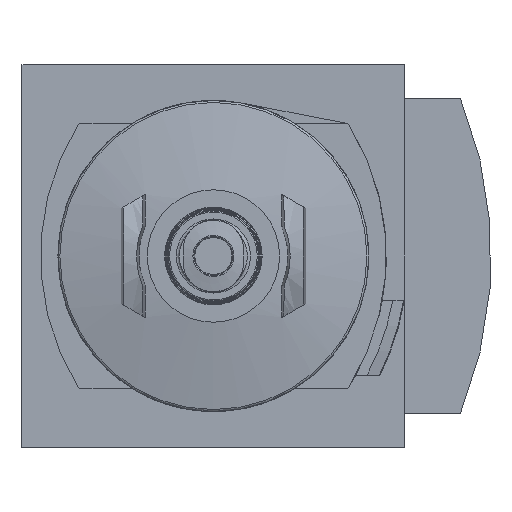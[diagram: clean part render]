
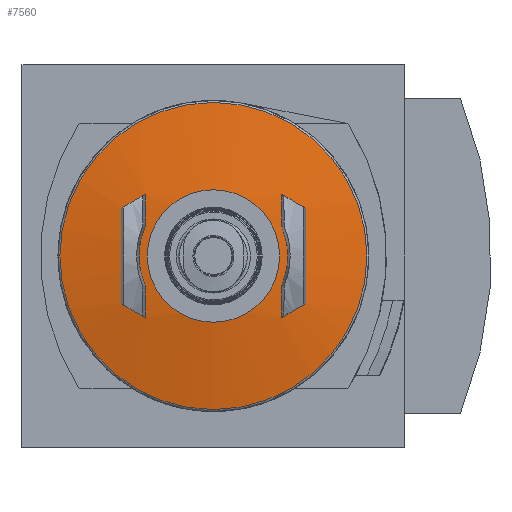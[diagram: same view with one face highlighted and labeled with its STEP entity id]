
A CAD part, front view. The second image highlights one B-rep face of the part: STEP entity #7560.
In plain terms, the highlighted spherical face has radius 108.76 mm.
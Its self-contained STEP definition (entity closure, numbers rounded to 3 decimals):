
#31=SPHERICAL_SURFACE('',#7996,108.76);
#1456=CIRCLE('',#7995,24.871);
#1457=CIRCLE('',#7997,12.055);
#1458=CIRCLE('',#7998,108.372);
#1459=CIRCLE('',#7999,108.117);
#1460=CIRCLE('',#8000,107.834);
#1461=CIRCLE('',#8001,107.453);
#1462=CIRCLE('',#8002,107.834);
#1463=CIRCLE('',#8003,108.117);
#1464=CIRCLE('',#8004,108.372);
#1465=CIRCLE('',#8005,107.834);
#1466=CIRCLE('',#8006,107.453);
#1467=CIRCLE('',#8007,107.834);
#1468=CIRCLE('',#8008,108.117);
#1469=CIRCLE('',#8009,108.372);
#1470=CIRCLE('',#8010,12.055);
#1471=CIRCLE('',#8011,108.372);
#1472=CIRCLE('',#8012,108.117);
#1473=CIRCLE('',#8013,10.724);
#2653=ORIENTED_EDGE('',*,*,#3687,.T.);
#2654=ORIENTED_EDGE('',*,*,#3688,.T.);
#2655=ORIENTED_EDGE('',*,*,#3689,.T.);
#2656=ORIENTED_EDGE('',*,*,#3690,.T.);
#2657=ORIENTED_EDGE('',*,*,#3691,.T.);
#2658=ORIENTED_EDGE('',*,*,#3692,.T.);
#2659=ORIENTED_EDGE('',*,*,#3693,.T.);
#2660=ORIENTED_EDGE('',*,*,#3694,.T.);
#2661=ORIENTED_EDGE('',*,*,#3695,.T.);
#2662=ORIENTED_EDGE('',*,*,#3696,.T.);
#2663=ORIENTED_EDGE('',*,*,#3697,.T.);
#2664=ORIENTED_EDGE('',*,*,#3698,.T.);
#2665=ORIENTED_EDGE('',*,*,#3699,.T.);
#2666=ORIENTED_EDGE('',*,*,#3700,.T.);
#2667=ORIENTED_EDGE('',*,*,#3701,.T.);
#2668=ORIENTED_EDGE('',*,*,#3702,.T.);
#2669=ORIENTED_EDGE('',*,*,#3703,.T.);
#2670=ORIENTED_EDGE('',*,*,#3704,.F.);
#3687=EDGE_CURVE('',#4273,#4273,#1456,.T.);
#3688=EDGE_CURVE('',#4274,#4275,#1457,.F.);
#3689=EDGE_CURVE('',#4275,#4276,#1458,.T.);
#3690=EDGE_CURVE('',#4276,#4277,#1459,.T.);
#3691=EDGE_CURVE('',#4277,#4278,#1460,.T.);
#3692=EDGE_CURVE('',#4278,#4279,#1461,.T.);
#3693=EDGE_CURVE('',#4279,#4280,#1462,.T.);
#3694=EDGE_CURVE('',#4280,#4281,#1463,.T.);
#3695=EDGE_CURVE('',#4281,#4274,#1464,.T.);
#3696=EDGE_CURVE('',#4282,#4283,#1465,.T.);
#3697=EDGE_CURVE('',#4283,#4284,#1466,.T.);
#3698=EDGE_CURVE('',#4284,#4285,#1467,.T.);
#3699=EDGE_CURVE('',#4285,#4286,#1468,.T.);
#3700=EDGE_CURVE('',#4286,#4287,#1469,.T.);
#3701=EDGE_CURVE('',#4287,#4288,#1470,.F.);
#3702=EDGE_CURVE('',#4288,#4289,#1471,.T.);
#3703=EDGE_CURVE('',#4289,#4282,#1472,.T.);
#3704=EDGE_CURVE('',#4290,#4290,#1473,.T.);
#4273=VERTEX_POINT('',#11047);
#4274=VERTEX_POINT('',#11050);
#4275=VERTEX_POINT('',#11051);
#4276=VERTEX_POINT('',#11053);
#4277=VERTEX_POINT('',#11055);
#4278=VERTEX_POINT('',#11057);
#4279=VERTEX_POINT('',#11059);
#4280=VERTEX_POINT('',#11061);
#4281=VERTEX_POINT('',#11063);
#4282=VERTEX_POINT('',#11066);
#4283=VERTEX_POINT('',#11067);
#4284=VERTEX_POINT('',#11069);
#4285=VERTEX_POINT('',#11071);
#4286=VERTEX_POINT('',#11073);
#4287=VERTEX_POINT('',#11075);
#4288=VERTEX_POINT('',#11077);
#4289=VERTEX_POINT('',#11079);
#4290=VERTEX_POINT('',#11082);
#4637=EDGE_LOOP('',(#2653));
#4638=EDGE_LOOP('',(#2654,#2655,#2656,#2657,#2658,#2659,#2660,#2661));
#4639=EDGE_LOOP('',(#2662,#2663,#2664,#2665,#2666,#2667,#2668,#2669));
#4640=EDGE_LOOP('',(#2670));
#5005=FACE_BOUND('',#4637,.T.);
#5006=FACE_BOUND('',#4638,.T.);
#5007=FACE_BOUND('',#4639,.T.);
#5008=FACE_BOUND('',#4640,.T.);
#7560=ADVANCED_FACE('',(#5005,#5006,#5007,#5008),#31,.T.);
#7995=AXIS2_PLACEMENT_3D('',#11046,#9308,#9309);
#7996=AXIS2_PLACEMENT_3D('',#11048,#9310,#9311);
#7997=AXIS2_PLACEMENT_3D('',#11049,#9312,#9313);
#7998=AXIS2_PLACEMENT_3D('',#11052,#9314,#9315);
#7999=AXIS2_PLACEMENT_3D('',#11054,#9316,#9317);
#8000=AXIS2_PLACEMENT_3D('',#11056,#9318,#9319);
#8001=AXIS2_PLACEMENT_3D('',#11058,#9320,#9321);
#8002=AXIS2_PLACEMENT_3D('',#11060,#9322,#9323);
#8003=AXIS2_PLACEMENT_3D('',#11062,#9324,#9325);
#8004=AXIS2_PLACEMENT_3D('',#11064,#9326,#9327);
#8005=AXIS2_PLACEMENT_3D('',#11065,#9328,#9329);
#8006=AXIS2_PLACEMENT_3D('',#11068,#9330,#9331);
#8007=AXIS2_PLACEMENT_3D('',#11070,#9332,#9333);
#8008=AXIS2_PLACEMENT_3D('',#11072,#9334,#9335);
#8009=AXIS2_PLACEMENT_3D('',#11074,#9336,#9337);
#8010=AXIS2_PLACEMENT_3D('',#11076,#9338,#9339);
#8011=AXIS2_PLACEMENT_3D('',#11078,#9340,#9341);
#8012=AXIS2_PLACEMENT_3D('',#11080,#9342,#9343);
#8013=AXIS2_PLACEMENT_3D('',#11081,#9344,#9345);
#9308=DIRECTION('',(0.,-1.,0.));
#9309=DIRECTION('',(0.,0.,-1.));
#9310=DIRECTION('',(0.,-1.,0.));
#9311=DIRECTION('',(1.,0.,0.));
#9312=DIRECTION('',(0.,1.,0.));
#9313=DIRECTION('',(0.,0.,1.));
#9314=DIRECTION('',(-1.,-0.017,0.));
#9315=DIRECTION('',(0.017,-1.,0.));
#9316=DIRECTION('',(0.,-0.017,1.));
#9317=DIRECTION('',(0.,-1.,-0.017));
#9318=DIRECTION('',(0.5,0.,0.866));
#9319=DIRECTION('',(0.866,0.,-0.5));
#9320=DIRECTION('',(1.,-0.017,0.));
#9321=DIRECTION('',(0.017,1.,0.));
#9322=DIRECTION('',(0.5,0.,-0.866));
#9323=DIRECTION('',(-0.866,0.,-0.5));
#9324=DIRECTION('',(0.,-0.017,-1.));
#9325=DIRECTION('',(0.,1.,-0.017));
#9326=DIRECTION('',(-1.,-0.017,0.));
#9327=DIRECTION('',(0.017,-1.,0.));
#9328=DIRECTION('',(-0.5,0.,-0.866));
#9329=DIRECTION('',(-0.866,0.,0.5));
#9330=DIRECTION('',(-1.,-0.017,0.));
#9331=DIRECTION('',(0.017,-1.,0.));
#9332=DIRECTION('',(-0.5,0.,0.866));
#9333=DIRECTION('',(0.866,0.,0.5));
#9334=DIRECTION('',(0.,-0.017,1.));
#9335=DIRECTION('',(0.,-1.,-0.017));
#9336=DIRECTION('',(1.,-0.017,0.));
#9337=DIRECTION('',(0.017,1.,0.));
#9338=DIRECTION('',(0.,1.,0.));
#9339=DIRECTION('',(0.,0.,1.));
#9340=DIRECTION('',(1.,-0.017,0.));
#9341=DIRECTION('',(0.017,1.,0.));
#9342=DIRECTION('',(0.,-0.017,-1.));
#9343=DIRECTION('',(0.,1.,-0.017));
#9344=DIRECTION('',(0.,-1.,0.));
#9345=DIRECTION('',(0.,0.,-1.));
#11046=CARTESIAN_POINT('',(0.,-153.648,0.));
#11047=CARTESIAN_POINT('',(0.,-153.648,-24.871));
#11048=CARTESIAN_POINT('',(0.,-47.77,0.));
#11049=CARTESIAN_POINT('',(0.,-155.86,0.));
#11050=CARTESIAN_POINT('',(11.072,-155.86,-4.767));
#11051=CARTESIAN_POINT('',(11.072,-155.86,4.767));
#11052=CARTESIAN_POINT('',(9.183,-47.61,0.));
#11053=CARTESIAN_POINT('',(11.066,-155.509,9.934));
#11054=CARTESIAN_POINT('',(0.,-47.976,11.811));
#11055=CARTESIAN_POINT('',(11.114,-155.504,9.934));
#11056=CARTESIAN_POINT('',(7.08,-47.77,12.263));
#11057=CARTESIAN_POINT('',(14.939,-155.222,7.726));
#11058=CARTESIAN_POINT('',(16.809,-48.063,0.));
#11059=CARTESIAN_POINT('',(14.939,-155.222,-7.726));
#11060=CARTESIAN_POINT('',(7.08,-47.77,-12.263));
#11061=CARTESIAN_POINT('',(11.114,-155.504,-9.934));
#11062=CARTESIAN_POINT('',(0.,-47.976,-11.811));
#11063=CARTESIAN_POINT('',(11.066,-155.509,-9.934));
#11064=CARTESIAN_POINT('',(9.183,-47.61,0.));
#11065=CARTESIAN_POINT('',(-7.08,-47.77,-12.263));
#11066=CARTESIAN_POINT('',(-11.114,-155.504,-9.934));
#11067=CARTESIAN_POINT('',(-14.939,-155.222,-7.726));
#11068=CARTESIAN_POINT('',(-16.809,-48.063,0.));
#11069=CARTESIAN_POINT('',(-14.939,-155.222,7.726));
#11070=CARTESIAN_POINT('',(-7.08,-47.77,12.263));
#11071=CARTESIAN_POINT('',(-11.114,-155.504,9.934));
#11072=CARTESIAN_POINT('',(0.,-47.976,11.811));
#11073=CARTESIAN_POINT('',(-11.066,-155.509,9.934));
#11074=CARTESIAN_POINT('',(-9.183,-47.61,0.));
#11075=CARTESIAN_POINT('',(-11.072,-155.86,4.767));
#11076=CARTESIAN_POINT('',(0.,-155.86,0.));
#11077=CARTESIAN_POINT('',(-11.072,-155.86,-4.767));
#11078=CARTESIAN_POINT('',(-9.183,-47.61,0.));
#11079=CARTESIAN_POINT('',(-11.066,-155.509,-9.934));
#11080=CARTESIAN_POINT('',(0.,-47.976,-11.811));
#11081=CARTESIAN_POINT('',(0.,-156.,0.));
#11082=CARTESIAN_POINT('',(0.,-156.,-10.724));
